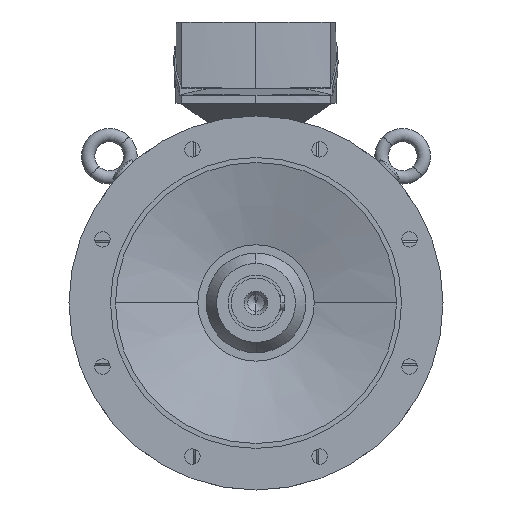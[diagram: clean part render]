
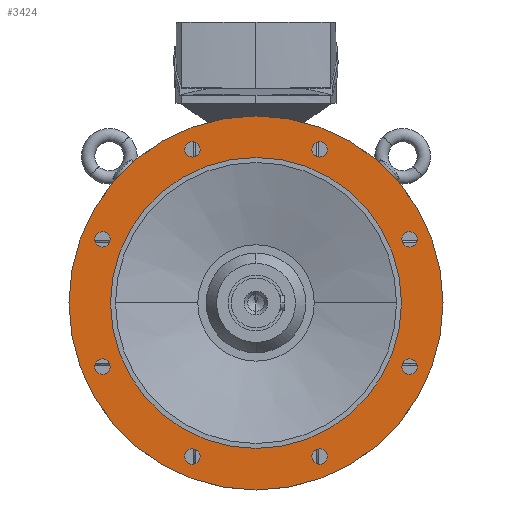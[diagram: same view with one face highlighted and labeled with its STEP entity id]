
A CAD part, left-side view. The second image highlights one B-rep face of the part: STEP entity #3424.
In plain terms, the highlighted planar face has unit normal (-1, 0, 0).
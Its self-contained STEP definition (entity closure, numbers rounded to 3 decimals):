
#3424=ADVANCED_FACE('',(#6916,#6917,#6918,#6919,#6920,#6921,#6922,#6923,#6924,#6925),#6926,.T.);
#6916=FACE_BOUND('',#10445,.T.);
#6917=FACE_BOUND('',#10446,.T.);
#6918=FACE_BOUND('',#10447,.T.);
#6919=FACE_BOUND('',#10448,.T.);
#6920=FACE_BOUND('',#10449,.T.);
#6921=FACE_BOUND('',#10450,.T.);
#6922=FACE_BOUND('',#10451,.T.);
#6923=FACE_BOUND('',#10452,.T.);
#6924=FACE_OUTER_BOUND('',#10453,.T.);
#6925=FACE_BOUND('',#10454,.T.);
#6926=PLANE('',#10455);
#10445=EDGE_LOOP('',(#21299,#21300));
#10446=EDGE_LOOP('',(#21301,#21302));
#10447=EDGE_LOOP('',(#21303,#21304));
#10448=EDGE_LOOP('',(#21305,#21306));
#10449=EDGE_LOOP('',(#21307,#21308));
#10450=EDGE_LOOP('',(#21309,#21310));
#10451=EDGE_LOOP('',(#21311,#21312));
#10452=EDGE_LOOP('',(#21313,#21314));
#10453=EDGE_LOOP('',(#21315,#21316));
#10454=EDGE_LOOP('',(#21317,#21318));
#10455=AXIS2_PLACEMENT_3D('',#21319,#21320,#21321);
#21299=ORIENTED_EDGE('',*,*,#25687,.T.);
#21300=ORIENTED_EDGE('',*,*,#21695,.T.);
#21301=ORIENTED_EDGE('',*,*,#25690,.T.);
#21302=ORIENTED_EDGE('',*,*,#21690,.T.);
#21303=ORIENTED_EDGE('',*,*,#25693,.T.);
#21304=ORIENTED_EDGE('',*,*,#21685,.T.);
#21305=ORIENTED_EDGE('',*,*,#25696,.T.);
#21306=ORIENTED_EDGE('',*,*,#21680,.T.);
#21307=ORIENTED_EDGE('',*,*,#25699,.T.);
#21308=ORIENTED_EDGE('',*,*,#21675,.T.);
#21309=ORIENTED_EDGE('',*,*,#25702,.T.);
#21310=ORIENTED_EDGE('',*,*,#21670,.T.);
#21311=ORIENTED_EDGE('',*,*,#25705,.T.);
#21312=ORIENTED_EDGE('',*,*,#21665,.T.);
#21313=ORIENTED_EDGE('',*,*,#25708,.T.);
#21314=ORIENTED_EDGE('',*,*,#21660,.T.);
#21315=ORIENTED_EDGE('',*,*,#21624,.F.);
#21316=ORIENTED_EDGE('',*,*,#25748,.F.);
#21317=ORIENTED_EDGE('',*,*,#21631,.T.);
#21318=ORIENTED_EDGE('',*,*,#25746,.T.);
#21319=CARTESIAN_POINT('',(-88.0,200.0,0.0));
#21320=DIRECTION('',(-1.0,0.0,0.0));
#21321=DIRECTION('',(0.0,-1.0,0.0));
#21624=EDGE_CURVE('',#26040,#26043,#26044,.T.);
#21631=EDGE_CURVE('',#26050,#26054,#26056,.T.);
#21660=EDGE_CURVE('',#26105,#26102,#26106,.T.);
#21665=EDGE_CURVE('',#26114,#26111,#26115,.T.);
#21670=EDGE_CURVE('',#26123,#26120,#26124,.T.);
#21675=EDGE_CURVE('',#26132,#26129,#26133,.T.);
#21680=EDGE_CURVE('',#26141,#26138,#26142,.T.);
#21685=EDGE_CURVE('',#26150,#26147,#26151,.T.);
#21690=EDGE_CURVE('',#26159,#26156,#26160,.T.);
#21695=EDGE_CURVE('',#26168,#26165,#26169,.T.);
#25687=EDGE_CURVE('',#26165,#26168,#32120,.T.);
#25690=EDGE_CURVE('',#26156,#26159,#32123,.T.);
#25693=EDGE_CURVE('',#26147,#26150,#32126,.T.);
#25696=EDGE_CURVE('',#26138,#26141,#32129,.T.);
#25699=EDGE_CURVE('',#26129,#26132,#32132,.T.);
#25702=EDGE_CURVE('',#26120,#26123,#32135,.T.);
#25705=EDGE_CURVE('',#26111,#26114,#32138,.T.);
#25708=EDGE_CURVE('',#26102,#26105,#32141,.T.);
#25746=EDGE_CURVE('',#26054,#26050,#32179,.T.);
#25748=EDGE_CURVE('',#26043,#26040,#32181,.T.);
#26040=VERTEX_POINT('',#32727);
#26043=VERTEX_POINT('',#32731);
#26044=CIRCLE('',#32732,225.0);
#26050=VERTEX_POINT('',#32739);
#26054=VERTEX_POINT('',#32744);
#26056=CIRCLE('',#32747,175.0);
#26102=VERTEX_POINT('',#32801);
#26105=VERTEX_POINT('',#32805);
#26106=CIRCLE('',#32806,9.25);
#26111=VERTEX_POINT('',#32812);
#26114=VERTEX_POINT('',#32816);
#26115=CIRCLE('',#32817,9.25);
#26120=VERTEX_POINT('',#32823);
#26123=VERTEX_POINT('',#32827);
#26124=CIRCLE('',#32828,9.25);
#26129=VERTEX_POINT('',#32834);
#26132=VERTEX_POINT('',#32838);
#26133=CIRCLE('',#32839,9.25);
#26138=VERTEX_POINT('',#32845);
#26141=VERTEX_POINT('',#32849);
#26142=CIRCLE('',#32850,9.25);
#26147=VERTEX_POINT('',#32856);
#26150=VERTEX_POINT('',#32860);
#26151=CIRCLE('',#32861,9.25);
#26156=VERTEX_POINT('',#32867);
#26159=VERTEX_POINT('',#32871);
#26160=CIRCLE('',#32872,9.25);
#26165=VERTEX_POINT('',#32878);
#26168=VERTEX_POINT('',#32882);
#26169=CIRCLE('',#32883,9.25);
#32120=CIRCLE('',#53747,9.25);
#32123=CIRCLE('',#53750,9.25);
#32126=CIRCLE('',#53753,9.25);
#32129=CIRCLE('',#53756,9.25);
#32132=CIRCLE('',#53759,9.25);
#32135=CIRCLE('',#53762,9.25);
#32138=CIRCLE('',#53765,9.25);
#32141=CIRCLE('',#53768,9.25);
#32179=CIRCLE('',#53814,175.0);
#32181=CIRCLE('',#53816,225.0);
#32727=CARTESIAN_POINT('',(-88.0,225.0,0.0));
#32731=CARTESIAN_POINT('',(-88.0,-225.0,0.));
#32732=AXIS2_PLACEMENT_3D('',#54058,#54059,#54060);
#32739=CARTESIAN_POINT('',(-88.0,175.0,0.0));
#32744=CARTESIAN_POINT('',(-88.0,-175.0,0.));
#32747=AXIS2_PLACEMENT_3D('',#54070,#54071,#54072);
#32801=CARTESIAN_POINT('',(-88.0,-80.077,193.322));
#32805=CARTESIAN_POINT('',(-88.0,-72.997,176.23));
#32806=AXIS2_PLACEMENT_3D('',#54121,#54122,#54123);
#32812=CARTESIAN_POINT('',(-88.0,80.077,193.322));
#32816=CARTESIAN_POINT('',(-88.0,72.997,176.23));
#32817=AXIS2_PLACEMENT_3D('',#54129,#54130,#54131);
#32823=CARTESIAN_POINT('',(-88.0,193.322,80.077));
#32827=CARTESIAN_POINT('',(-88.0,176.23,72.997));
#32828=AXIS2_PLACEMENT_3D('',#54137,#54138,#54139);
#32834=CARTESIAN_POINT('',(-88.0,193.322,-80.077));
#32838=CARTESIAN_POINT('',(-88.0,176.23,-72.997));
#32839=AXIS2_PLACEMENT_3D('',#54145,#54146,#54147);
#32845=CARTESIAN_POINT('',(-88.0,80.077,-193.322));
#32849=CARTESIAN_POINT('',(-88.0,72.997,-176.23));
#32850=AXIS2_PLACEMENT_3D('',#54153,#54154,#54155);
#32856=CARTESIAN_POINT('',(-88.0,-80.077,-193.322));
#32860=CARTESIAN_POINT('',(-88.0,-72.997,-176.23));
#32861=AXIS2_PLACEMENT_3D('',#54161,#54162,#54163);
#32867=CARTESIAN_POINT('',(-88.0,-193.322,-80.077));
#32871=CARTESIAN_POINT('',(-88.0,-176.23,-72.997));
#32872=AXIS2_PLACEMENT_3D('',#54169,#54170,#54171);
#32878=CARTESIAN_POINT('',(-88.0,-193.322,80.077));
#32882=CARTESIAN_POINT('',(-88.0,-176.23,72.997));
#32883=AXIS2_PLACEMENT_3D('',#54177,#54178,#54179);
#53747=AXIS2_PLACEMENT_3D('',#57640,#57641,#57642);
#53750=AXIS2_PLACEMENT_3D('',#57646,#57647,#57648);
#53753=AXIS2_PLACEMENT_3D('',#57652,#57653,#57654);
#53756=AXIS2_PLACEMENT_3D('',#57658,#57659,#57660);
#53759=AXIS2_PLACEMENT_3D('',#57664,#57665,#57666);
#53762=AXIS2_PLACEMENT_3D('',#57670,#57671,#57672);
#53765=AXIS2_PLACEMENT_3D('',#57676,#57677,#57678);
#53768=AXIS2_PLACEMENT_3D('',#57682,#57683,#57684);
#53814=AXIS2_PLACEMENT_3D('',#57717,#57718,#57719);
#53816=AXIS2_PLACEMENT_3D('',#57720,#57721,#57722);
#54058=CARTESIAN_POINT('',(-88.0,0.0,0.0));
#54059=DIRECTION('',(1.0,0.0,0.0));
#54060=DIRECTION('',(0.0,1.0,0.0));
#54070=CARTESIAN_POINT('',(-88.0,0.0,0.0));
#54071=DIRECTION('',(1.0,0.0,0.0));
#54072=DIRECTION('',(0.0,1.0,0.0));
#54121=CARTESIAN_POINT('',(-88.0,-76.537,184.776));
#54122=DIRECTION('',(1.0,0.0,-0.0));
#54123=DIRECTION('',(0.0,-0.383,0.924));
#54129=CARTESIAN_POINT('',(-88.0,76.537,184.776));
#54130=DIRECTION('',(1.0,0.0,-0.0));
#54131=DIRECTION('',(0.0,0.383,0.924));
#54137=CARTESIAN_POINT('',(-88.0,184.776,76.537));
#54138=DIRECTION('',(1.0,0.0,-0.0));
#54139=DIRECTION('',(0.0,0.924,0.383));
#54145=CARTESIAN_POINT('',(-88.0,184.776,-76.537));
#54146=DIRECTION('',(1.0,-0.0,0.0));
#54147=DIRECTION('',(0.0,0.924,-0.383));
#54153=CARTESIAN_POINT('',(-88.0,76.537,-184.776));
#54154=DIRECTION('',(1.0,-0.0,0.0));
#54155=DIRECTION('',(0.0,0.383,-0.924));
#54161=CARTESIAN_POINT('',(-88.0,-76.537,-184.776));
#54162=DIRECTION('',(1.0,0.0,0.0));
#54163=DIRECTION('',(0.0,-0.383,-0.924));
#54169=CARTESIAN_POINT('',(-88.0,-184.776,-76.537));
#54170=DIRECTION('',(1.0,0.0,0.0));
#54171=DIRECTION('',(0.0,-0.924,-0.383));
#54177=CARTESIAN_POINT('',(-88.0,-184.776,76.537));
#54178=DIRECTION('',(1.0,0.0,-0.0));
#54179=DIRECTION('',(0.0,-0.924,0.383));
#57640=CARTESIAN_POINT('',(-88.0,-184.776,76.537));
#57641=DIRECTION('',(1.0,0.0,-0.0));
#57642=DIRECTION('',(0.0,-0.924,0.383));
#57646=CARTESIAN_POINT('',(-88.0,-184.776,-76.537));
#57647=DIRECTION('',(1.0,0.0,0.0));
#57648=DIRECTION('',(0.0,-0.924,-0.383));
#57652=CARTESIAN_POINT('',(-88.0,-76.537,-184.776));
#57653=DIRECTION('',(1.0,0.0,0.0));
#57654=DIRECTION('',(0.0,-0.383,-0.924));
#57658=CARTESIAN_POINT('',(-88.0,76.537,-184.776));
#57659=DIRECTION('',(1.0,-0.0,0.0));
#57660=DIRECTION('',(0.0,0.383,-0.924));
#57664=CARTESIAN_POINT('',(-88.0,184.776,-76.537));
#57665=DIRECTION('',(1.0,-0.0,0.0));
#57666=DIRECTION('',(0.0,0.924,-0.383));
#57670=CARTESIAN_POINT('',(-88.0,184.776,76.537));
#57671=DIRECTION('',(1.0,0.0,-0.0));
#57672=DIRECTION('',(0.0,0.924,0.383));
#57676=CARTESIAN_POINT('',(-88.0,76.537,184.776));
#57677=DIRECTION('',(1.0,0.0,-0.0));
#57678=DIRECTION('',(0.0,0.383,0.924));
#57682=CARTESIAN_POINT('',(-88.0,-76.537,184.776));
#57683=DIRECTION('',(1.0,0.0,-0.0));
#57684=DIRECTION('',(0.0,-0.383,0.924));
#57717=CARTESIAN_POINT('',(-88.0,0.0,0.0));
#57718=DIRECTION('',(1.0,0.0,0.0));
#57719=DIRECTION('',(0.0,1.0,0.0));
#57720=CARTESIAN_POINT('',(-88.0,0.0,0.0));
#57721=DIRECTION('',(1.0,0.0,0.0));
#57722=DIRECTION('',(0.0,1.0,0.0));
